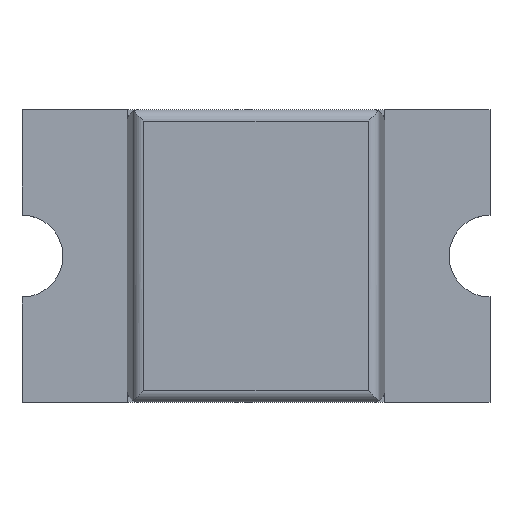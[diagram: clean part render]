
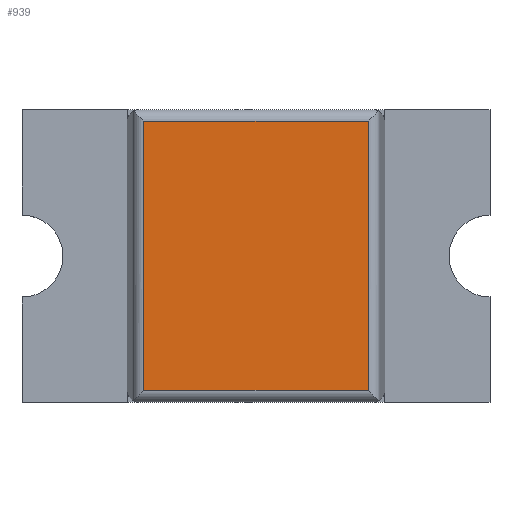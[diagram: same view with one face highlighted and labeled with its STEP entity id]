
A CAD part, top view. The second image highlights one B-rep face of the part: STEP entity #939.
In plain terms, the highlighted planar face has unit normal (0, 0, 1).
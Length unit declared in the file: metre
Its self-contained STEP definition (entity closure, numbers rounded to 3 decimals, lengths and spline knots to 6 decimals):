
#15 = LINE ( 'NONE', #306, #380 ) ;
#49 = LINE ( 'NONE', #396, #1108 ) ;
#142 = DIRECTION ( 'NONE',  ( 0., 0., 1. ) ) ;
#283 = EDGE_LOOP ( 'NONE', ( #1173, #1696, #933, #468 ) ) ;
#306 = CARTESIAN_POINT ( 'NONE',  ( 0.000525, -0.000575, 0.00078 ) ) ;
#318 = CARTESIAN_POINT ( 'NONE',  ( 0., 0., 0.00078 ) ) ;
#378 = LINE ( 'NONE', #1375, #972 ) ;
#380 = VECTOR ( 'NONE', #1281, 1. ) ;
#396 = CARTESIAN_POINT ( 'NONE',  ( -0.000479, 0., 0.00078 ) ) ;
#417 = CARTESIAN_POINT ( 'NONE',  ( -0.000479, 0.000575, 0.00078 ) ) ;
#441 = VERTEX_POINT ( 'NONE', #1645 ) ;
#468 = ORIENTED_EDGE ( 'NONE', *, *, #1784, .T. ) ;
#545 = VERTEX_POINT ( 'NONE', #1036 ) ;
#547 = DIRECTION ( 'NONE',  ( 0., 1., 0. ) ) ;
#651 = DIRECTION ( 'NONE',  ( 1., 0., 0. ) ) ;
#673 = EDGE_CURVE ( 'NONE', #545, #1986, #378, .T. ) ;
#849 = AXIS2_PLACEMENT_3D ( 'NONE', #318, #142, #651 ) ;
#933 = ORIENTED_EDGE ( 'NONE', *, *, #673, .T. ) ;
#939 = ADVANCED_FACE ( 'NONE', ( #1265 ), #1789, .T. ) ;
#972 = VECTOR ( 'NONE', #2033, 1. ) ;
#1035 = DIRECTION ( 'NONE',  ( 0., -1., 0. ) ) ;
#1036 = CARTESIAN_POINT ( 'NONE',  ( 0.000479, 0.000575, 0.00078 ) ) ;
#1068 = VECTOR ( 'NONE', #547, 1. ) ;
#1108 = VECTOR ( 'NONE', #1035, 1. ) ;
#1116 = VERTEX_POINT ( 'NONE', #1670 ) ;
#1173 = ORIENTED_EDGE ( 'NONE', *, *, #2057, .T. ) ;
#1265 = FACE_OUTER_BOUND ( 'NONE', #283, .T. ) ;
#1281 = DIRECTION ( 'NONE',  ( 1., 0., 0. ) ) ;
#1375 = CARTESIAN_POINT ( 'NONE',  ( 0., 0.000575, 0.00078 ) ) ;
#1645 = CARTESIAN_POINT ( 'NONE',  ( 0.000479, -0.000575, 0.00078 ) ) ;
#1670 = CARTESIAN_POINT ( 'NONE',  ( -0.000479, -0.000575, 0.00078 ) ) ;
#1696 = ORIENTED_EDGE ( 'NONE', *, *, #1740, .T. ) ;
#1740 = EDGE_CURVE ( 'NONE', #441, #545, #2030, .T. ) ;
#1784 = EDGE_CURVE ( 'NONE', #1986, #1116, #49, .T. ) ;
#1789 = PLANE ( 'NONE',  #849 ) ;
#1986 = VERTEX_POINT ( 'NONE', #417 ) ;
#2021 = CARTESIAN_POINT ( 'NONE',  ( 0.000479, 0., 0.00078 ) ) ;
#2030 = LINE ( 'NONE', #2021, #1068 ) ;
#2033 = DIRECTION ( 'NONE',  ( -1., 0., 0. ) ) ;
#2057 = EDGE_CURVE ( 'NONE', #1116, #441, #15, .T. ) ;
